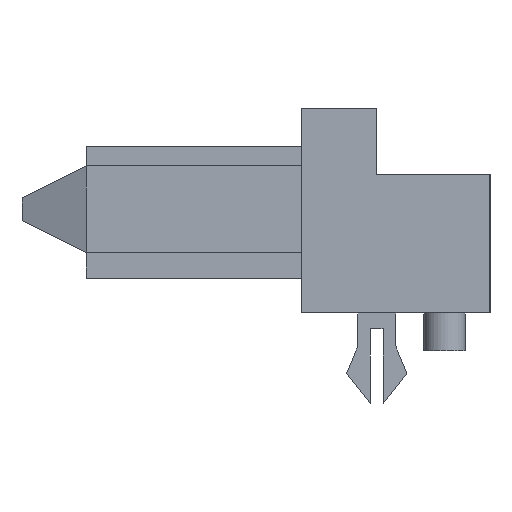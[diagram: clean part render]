
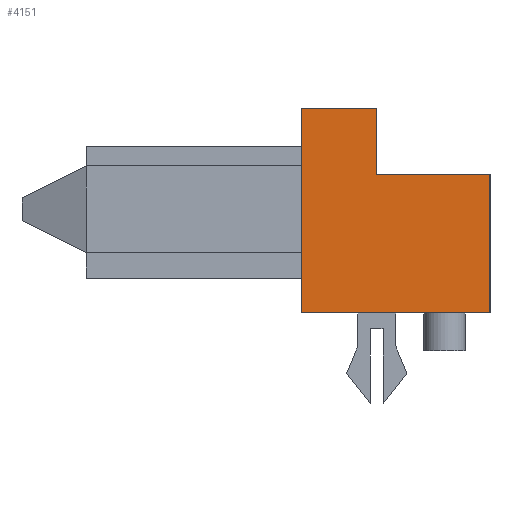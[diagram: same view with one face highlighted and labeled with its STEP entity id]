
A CAD part, left-side view. The second image highlights one B-rep face of the part: STEP entity #4151.
In plain terms, the highlighted planar face has unit normal (-1, 0, 0).
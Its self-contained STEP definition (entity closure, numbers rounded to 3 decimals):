
#58=DIRECTION('',(1.,0.,0.));
#987=CARTESIAN_POINT('',(-21.2,1.145,5.42));
#1005=VECTOR('',#1006,1.);
#1006=DIRECTION('',(0.,-1.,0.));
#1015=VECTOR('',#1016,1.);
#1016=DIRECTION('',(0.,1.,0.));
#2942=VERTEX_POINT('',#2943);
#2943=CARTESIAN_POINT('',(-21.2,1.145,3.66));
#2944=ORIENTED_EDGE('',*,*,#2945,.F.);
#2945=EDGE_CURVE('',#2946,#2942,#2948,.T.);
#2946=VERTEX_POINT('',#2947);
#2947=CARTESIAN_POINT('',(-21.2,-1.855,3.66));
#2948=LINE('',#2947,#1015);
#2960=VERTEX_POINT('',#987);
#2962=ORIENTED_EDGE('',*,*,#2963,.F.);
#2963=EDGE_CURVE('',#2942,#2960,#2964,.T.);
#2964=LINE('',#2943,#2965);
#2965=VECTOR('',#2966,1.);
#2966=DIRECTION('',(0.,0.,1.));
#2975=VERTEX_POINT('',#2976);
#2976=CARTESIAN_POINT('',(-21.2,3.145,0.));
#2978=ORIENTED_EDGE('',*,*,#2979,.F.);
#2979=EDGE_CURVE('',#2980,#2975,#2982,.T.);
#2980=VERTEX_POINT('',#2981);
#2981=CARTESIAN_POINT('',(-21.2,3.145,5.42));
#2982=LINE('',#2981,#2983);
#2983=VECTOR('',#2984,1.);
#2984=DIRECTION('',(0.,0.,-1.));
#3033=VERTEX_POINT('',#3034);
#3034=CARTESIAN_POINT('',(-21.2,-1.855,0.));
#3037=EDGE_CURVE('',#2946,#3033,#3038,.T.);
#3038=LINE('',#3039,#2983);
#3039=CARTESIAN_POINT('',(-21.2,-1.855,5.42));
#3047=EDGE_CURVE('',#2975,#3033,#3048,.T.);
#3048=LINE('',#2976,#1005);
#4089=EDGE_CURVE('',#2980,#2960,#4090,.T.);
#4090=LINE('',#2981,#1005);
#4151=ADVANCED_FACE('',(#4152),#4157,.F.);
#4152=FACE_BOUND('',#4153,.F.);
#4153=EDGE_LOOP('',(#2978,#4154,#2962,#2944,#4155,#4156));
#4154=ORIENTED_EDGE('',*,*,#4089,.T.);
#4155=ORIENTED_EDGE('',*,*,#3037,.T.);
#4156=ORIENTED_EDGE('',*,*,#3047,.F.);
#4157=PLANE('',#4158);
#4158=AXIS2_PLACEMENT_3D('',#2981,#58,#2984);
